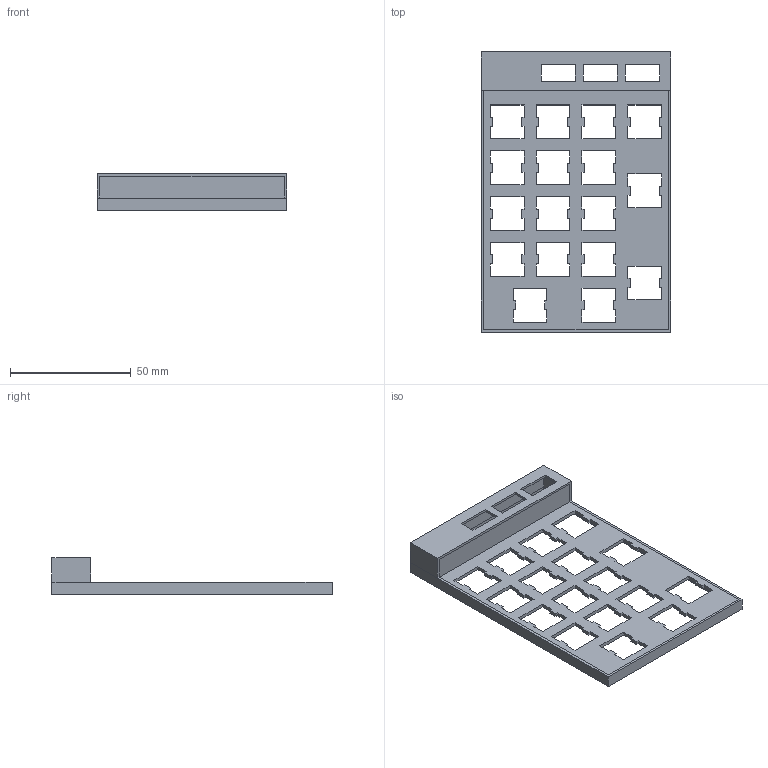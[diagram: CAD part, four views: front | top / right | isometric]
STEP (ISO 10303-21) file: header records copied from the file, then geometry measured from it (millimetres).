
FILE_DESCRIPTION(('FreeCAD Model'),'2;1');
FILE_NAME('Open CASCADE Shape Model','2023-07-26T00:52:19',( 'kicad StepUp'),('ksu MCAD'),'Open CASCADE STEP processor 7.6', 'FreeCAD','Unknown');
FILE_SCHEMA(('AUTOMOTIVE_DESIGN { 1 0 10303 214 1 1 1 1 }'));
Length unit declared in the file: millimetre
Products named in the file (1): Slice.3
Bounding box: 78.5 x 116.09 x 14.99 mm (x, y, z)
Volume: 11584.9 mm3; surface area: 19865.9 mm2
Topology: 1 solids, 1 shells, 248 faces, 734 edges, 488 vertices
Faces by surface type: plane 246, cylinder 2
Entity records: 8216 total; most frequent: CARTESIAN_POINT 1471, ORIENTED_EDGE 1468, DIRECTION 1240, EDGE_CURVE 734, LINE 726, VECTOR 726, VERTEX_POINT 488, FACE_BOUND 288
